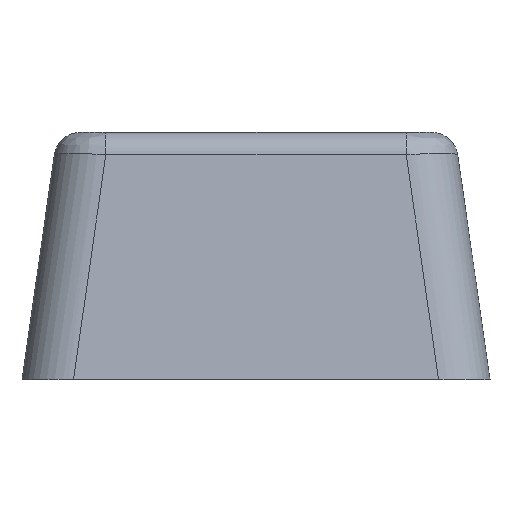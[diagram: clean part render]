
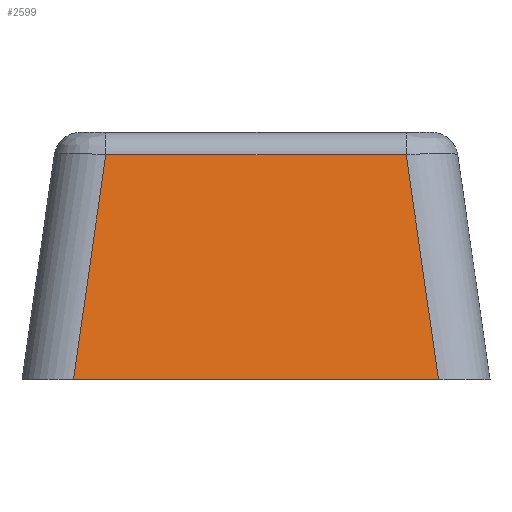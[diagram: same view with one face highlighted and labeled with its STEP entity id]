
A CAD part, left-side view. The second image highlights one B-rep face of the part: STEP entity #2599.
In plain terms, the highlighted planar face has unit normal (-0.99, 0, 0.142).
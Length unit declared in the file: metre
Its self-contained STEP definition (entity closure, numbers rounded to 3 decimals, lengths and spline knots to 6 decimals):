
#304=ORIENTED_EDGE('',*,*,#1076,.T.);
#305=ORIENTED_EDGE('',*,*,#1090,.T.);
#306=ORIENTED_EDGE('',*,*,#1091,.T.);
#307=ORIENTED_EDGE('',*,*,#1092,.T.);
#1076=EDGE_CURVE('',#1470,#1469,#1684,.T.);
#1090=EDGE_CURVE('',#1469,#1483,#1691,.T.);
#1091=EDGE_CURVE('',#1483,#1484,#1692,.F.);
#1092=EDGE_CURVE('',#1484,#1470,#1693,.F.);
#1469=VERTEX_POINT('',#3755);
#1470=VERTEX_POINT('',#3757);
#1483=VERTEX_POINT('',#3785);
#1484=VERTEX_POINT('',#3787);
#1684=LINE('',#3756,#1961);
#1691=LINE('',#3784,#1968);
#1692=LINE('',#3786,#1969);
#1693=LINE('',#3788,#1970);
#1961=VECTOR('',#3003,1.);
#1968=VECTOR('',#3026,1.);
#1969=VECTOR('',#3027,1.);
#1970=VECTOR('',#3028,1.);
#2194=EDGE_LOOP('',(#304,#305,#306,#307));
#2357=FACE_BOUND('',#2194,.T.);
#2510=PLANE('',#2783);
#2599=ADVANCED_FACE('',(#2357),#2510,.T.);
#2783=AXIS2_PLACEMENT_3D('',#3783,#3024,#3025);
#3003=DIRECTION('',(0.,-1.,0.));
#3024=DIRECTION('',(-0.99,0.,0.142));
#3025=DIRECTION('',(0.142,0.,0.99));
#3026=DIRECTION('',(0.141,0.141,0.98));
#3027=DIRECTION('',(0.,-1.,0.));
#3028=DIRECTION('',(0.141,-0.141,0.98));
#3755=CARTESIAN_POINT('',(0.0345,-0.03602,0.));
#3756=CARTESIAN_POINT('',(0.0345,-0.029,0.));
#3757=CARTESIAN_POINT('',(0.0345,-0.02198,0.));
#3783=CARTESIAN_POINT('',(0.0345,-0.038,0.));
#3784=CARTESIAN_POINT('',(0.034461,-0.03606,-0.000273));
#3785=CARTESIAN_POINT('',(0.035743,-0.034777,0.008642));
#3786=CARTESIAN_POINT('',(0.035743,-0.038,0.008642));
#3787=CARTESIAN_POINT('',(0.035743,-0.023223,0.008642));
#3788=CARTESIAN_POINT('',(0.034818,-0.022298,0.002213));
